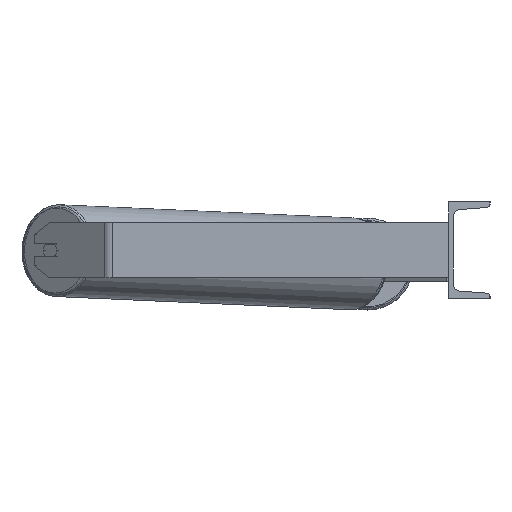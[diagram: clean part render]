
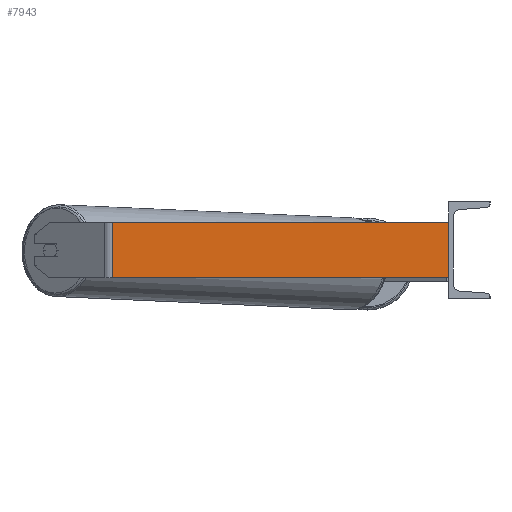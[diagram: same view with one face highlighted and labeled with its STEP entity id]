
A CAD part, left-side view. The second image highlights one B-rep face of the part: STEP entity #7943.
In plain terms, the highlighted planar face has unit normal (-1, 0, 0).
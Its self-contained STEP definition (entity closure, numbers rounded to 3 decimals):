
#26 = CARTESIAN_POINT ( 'NONE',  ( -985., 492.627, 40. ) ) ;
#206 = VERTEX_POINT ( 'NONE', #7749 ) ;
#217 = DIRECTION ( 'NONE',  ( 0., 0., -1. ) ) ;
#305 = FACE_OUTER_BOUND ( 'NONE', #929, .T. ) ;
#569 = DIRECTION ( 'NONE',  ( 0., -1., 0. ) ) ;
#805 = DIRECTION ( 'NONE',  ( 0., 0., -1. ) ) ;
#929 = EDGE_LOOP ( 'NONE', ( #4315, #7184, #1251, #3151 ) ) ;
#1115 = DIRECTION ( 'NONE',  ( 0., -1., 0. ) ) ;
#1251 = ORIENTED_EDGE ( 'NONE', *, *, #5260, .F. ) ;
#1383 = CARTESIAN_POINT ( 'NONE',  ( -985., 0., -40. ) ) ;
#1456 = VECTOR ( 'NONE', #217, 1000. ) ;
#1776 = VECTOR ( 'NONE', #805, 1000. ) ;
#2060 = CARTESIAN_POINT ( 'NONE',  ( -985., 0., 40. ) ) ;
#2424 = DIRECTION ( 'NONE',  ( 0., 1., 0. ) ) ;
#2500 = EDGE_CURVE ( 'NONE', #5281, #4599, #4370, .T. ) ;
#2906 = CARTESIAN_POINT ( 'NONE',  ( -985., 486.803, 40. ) ) ;
#3065 = EDGE_CURVE ( 'NONE', #206, #8703, #6288, .T. ) ;
#3151 = ORIENTED_EDGE ( 'NONE', *, *, #3065, .T. ) ;
#3158 = AXIS2_PLACEMENT_3D ( 'NONE', #5844, #8648, #2424 ) ;
#4315 = ORIENTED_EDGE ( 'NONE', *, *, #8711, .T. ) ;
#4370 = LINE ( 'NONE', #5615, #1456 ) ;
#4599 = VERTEX_POINT ( 'NONE', #1383 ) ;
#5260 = EDGE_CURVE ( 'NONE', #206, #5281, #7500, .T. ) ;
#5281 = VERTEX_POINT ( 'NONE', #2060 ) ;
#5615 = CARTESIAN_POINT ( 'NONE',  ( -985., 0., 40. ) ) ;
#5844 = CARTESIAN_POINT ( 'NONE',  ( -985., 492.627, 40. ) ) ;
#6288 = LINE ( 'NONE', #2906, #1776 ) ;
#7073 = LINE ( 'NONE', #8506, #8118 ) ;
#7184 = ORIENTED_EDGE ( 'NONE', *, *, #2500, .F. ) ;
#7267 = PLANE ( 'NONE',  #3158 ) ;
#7500 = LINE ( 'NONE', #26, #7726 ) ;
#7592 = CARTESIAN_POINT ( 'NONE',  ( -985., 486.803, -40. ) ) ;
#7726 = VECTOR ( 'NONE', #569, 1000. ) ;
#7749 = CARTESIAN_POINT ( 'NONE',  ( -985., 486.803, 40. ) ) ;
#7943 = ADVANCED_FACE ( 'NONE', ( #305 ), #7267, .F. ) ;
#8118 = VECTOR ( 'NONE', #1115, 1000. ) ;
#8506 = CARTESIAN_POINT ( 'NONE',  ( -985., 492.627, -40. ) ) ;
#8648 = DIRECTION ( 'NONE',  ( 1., 0., 0. ) ) ;
#8703 = VERTEX_POINT ( 'NONE', #7592 ) ;
#8711 = EDGE_CURVE ( 'NONE', #8703, #4599, #7073, .T. ) ;
